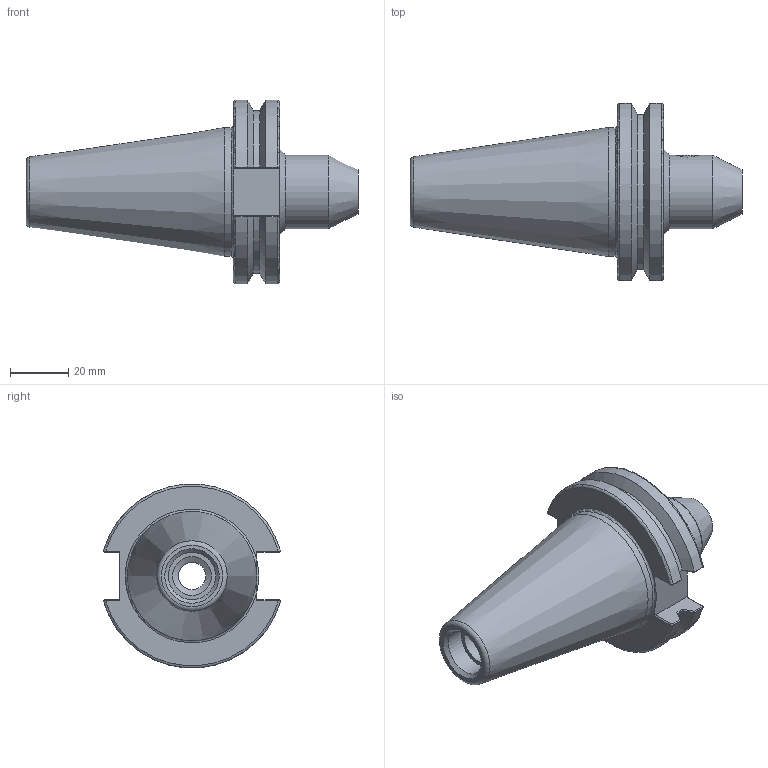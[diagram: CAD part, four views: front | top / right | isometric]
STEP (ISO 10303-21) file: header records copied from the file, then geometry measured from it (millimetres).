
FILE_DESCRIPTION(/* description */ (''),/* implementation_level */ '2;1');
FILE_NAME(/* name */ 'CAT40-EM.375-1.75-REV1.stp',/* time_stamp */ '2016-02-25T22:59:11-06:00',/* author */ ('Me'),/* organization */ (''),/* preprocessor_version */ 'ST-DEVELOPER v15.6',/* originating_system */ 'Autodesk Inventor 2015',/* authorisation */ '');
FILE_SCHEMA (('AUTOMOTIVE_DESIGN { 1 0 10303 214 3 1 1 }'));
Length unit declared in the file: inch
Products named in the file (1): CAT40-EM.375-1.75-REV1
Bounding box: 114.43 x 61.14 x 63.26 mm (x, y, z)
Volume: 109711.1 mm3; surface area: 22790.4 mm2
Topology: 1 solids, 1 shells, 98 faces, 243 edges, 152 vertices
Faces by surface type: plane 41, bspline 26, cylinder 14, cone 10, torus 7
Full cylindrical faces by diameter (mm): 9.525 x1, 11.112 x1, 13.386 x1, 16.256 x1, 25.4 x1, 44.45 x1
Entity records: 3934 total; most frequent: CARTESIAN_POINT 1804, ORIENTED_EDGE 448, DIRECTION 322, EDGE_CURVE 224, VERTEX_POINT 148, EDGE_LOOP 120, AXIS2_PLACEMENT_3D 111, LINE 100
